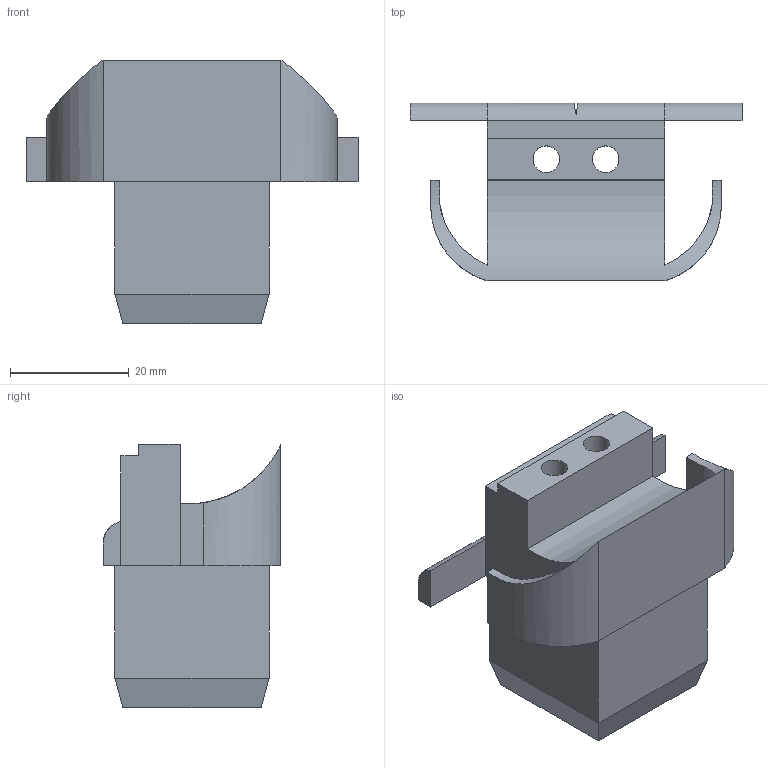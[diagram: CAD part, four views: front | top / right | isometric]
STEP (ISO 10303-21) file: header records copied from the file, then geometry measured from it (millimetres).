
FILE_DESCRIPTION(/* description */ ('GIUNZ.Q30-2VL NYLON R.7039'),/* implementation_level */ '2;1');
FILE_NAME(/* name */ 'XF35201G.stp',/* time_stamp */ '2017-03-16T11:58:15+01:00',/* author */ ('ddelbianco'),/* organization */ (''),/* preprocessor_version */ 'ST-DEVELOPER v16.1',/* originating_system */ 'Autodesk Inventor 2016',/* authorisation */ '');
FILE_SCHEMA (('CONFIG_CONTROL_DESIGN'));
Length unit declared in the file: millimetre
Products named in the file (1): XF35201G
Bounding box: 56 x 30 x 44.5 mm (x, y, z)
Volume: 17508.7 mm3; surface area: 11168.1 mm2
Topology: 1 solids, 1 shells, 47 faces, 126 edges, 82 vertices
Faces by surface type: plane 37, cylinder 10
Full cylindrical faces by diameter (mm): 4.5 x2
Entity records: 1494 total; most frequent: CARTESIAN_POINT 300, ORIENTED_EDGE 244, DIRECTION 232, EDGE_CURVE 122, LINE 96, VECTOR 96, VERTEX_POINT 80, AXIS2_PLACEMENT_3D 68
